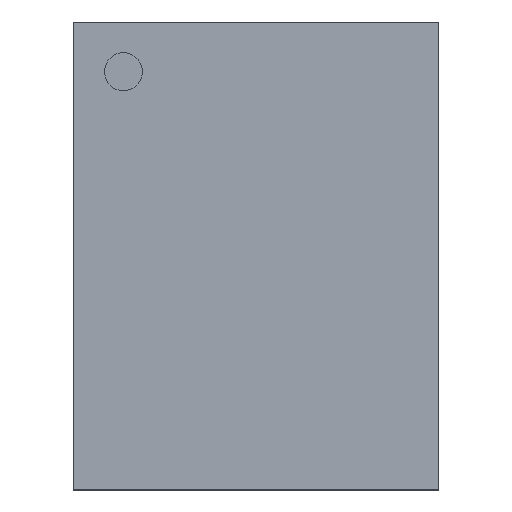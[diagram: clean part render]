
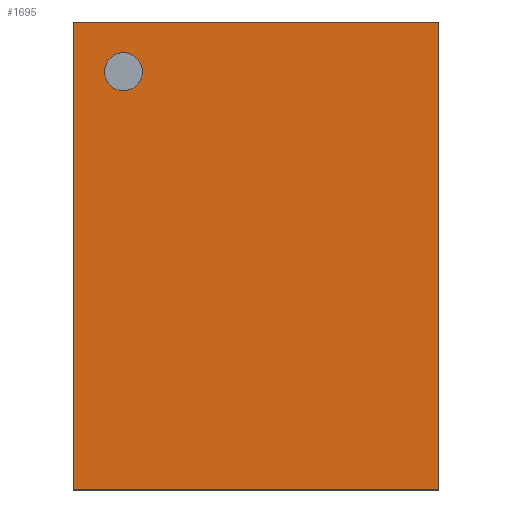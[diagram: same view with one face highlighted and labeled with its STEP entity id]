
A CAD part, top view. The second image highlights one B-rep face of the part: STEP entity #1695.
In plain terms, the highlighted planar face has unit normal (0, 0, 1).
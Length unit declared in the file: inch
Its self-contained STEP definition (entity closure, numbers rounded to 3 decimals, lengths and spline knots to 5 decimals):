
#319 = PLANE('',#320);
#320 = AXIS2_PLACEMENT_3D('',#321,#322,#323);
#321 = CARTESIAN_POINT('',(0.04921,-0.06299,
    0.));
#322 = DIRECTION('',(1.,0.,0.));
#323 = DIRECTION('',(0.,0.,1.));
#379 = PLANE('',#380);
#380 = AXIS2_PLACEMENT_3D('',#381,#382,#383);
#381 = CARTESIAN_POINT('',(-0.04921,-0.06299,
    0.));
#382 = DIRECTION('',(1.,0.,0.));
#383 = DIRECTION('',(0.,0.,1.));
#407 = PLANE('',#408);
#408 = AXIS2_PLACEMENT_3D('',#409,#410,#411);
#409 = CARTESIAN_POINT('',(-0.04921,-0.06299,
    0.));
#410 = DIRECTION('',(0.,1.,0.));
#411 = DIRECTION('',(0.,-0.,1.));
#589 = PLANE('',#590);
#590 = AXIS2_PLACEMENT_3D('',#591,#592,#593);
#591 = CARTESIAN_POINT('',(-0.04921,0.06299,
    0.));
#592 = DIRECTION('',(0.,1.,0.));
#593 = DIRECTION('',(0.,-0.,1.));
#845 = VERTEX_POINT('',#846);
#846 = CARTESIAN_POINT('',(0.04921,-0.06299,
    0.03543));
#898 = VERTEX_POINT('',#899);
#899 = CARTESIAN_POINT('',(0.04921,0.06299,
    0.03543));
#920 = EDGE_CURVE('',#845,#898,#921,.T.);
#921 = SURFACE_CURVE('',#922,(#926,#933),.PCURVE_S1.);
#922 = LINE('',#923,#924);
#923 = CARTESIAN_POINT('',(0.04921,-0.06299,
    0.03543));
#924 = VECTOR('',#925,0.03937);
#925 = DIRECTION('',(0.,1.,0.));
#926 = PCURVE('',#319,#927);
#927 = DEFINITIONAL_REPRESENTATION('',(#928),#932);
#928 = LINE('',#929,#930);
#929 = CARTESIAN_POINT('',(0.035,0.));
#930 = VECTOR('',#931,1.);
#931 = DIRECTION('',(0.,-1.));
#932 = ( GEOMETRIC_REPRESENTATION_CONTEXT(2) 
PARAMETRIC_REPRESENTATION_CONTEXT() REPRESENTATION_CONTEXT('2D SPACE',''
  ) );
#933 = PCURVE('',#934,#939);
#934 = PLANE('',#935);
#935 = AXIS2_PLACEMENT_3D('',#936,#937,#938);
#936 = CARTESIAN_POINT('',(-0.04921,-0.06299,
    0.03543));
#937 = DIRECTION('',(0.,0.,1.));
#938 = DIRECTION('',(1.,0.,-0.));
#939 = DEFINITIONAL_REPRESENTATION('',(#940),#944);
#940 = LINE('',#941,#942);
#941 = CARTESIAN_POINT('',(0.098,0.));
#942 = VECTOR('',#943,1.);
#943 = DIRECTION('',(0.,1.));
#944 = ( GEOMETRIC_REPRESENTATION_CONTEXT(2) 
PARAMETRIC_REPRESENTATION_CONTEXT() REPRESENTATION_CONTEXT('2D SPACE',''
  ) );
#950 = VERTEX_POINT('',#951);
#951 = CARTESIAN_POINT('',(-0.04921,-0.06299,
    0.03543));
#1028 = VERTEX_POINT('',#1029);
#1029 = CARTESIAN_POINT('',(-0.04921,0.06299,
    0.03543));
#1050 = EDGE_CURVE('',#950,#1028,#1051,.T.);
#1051 = SURFACE_CURVE('',#1052,(#1056,#1063),.PCURVE_S1.);
#1052 = LINE('',#1053,#1054);
#1053 = CARTESIAN_POINT('',(-0.04921,-0.06299,
    0.03543));
#1054 = VECTOR('',#1055,0.03937);
#1055 = DIRECTION('',(0.,1.,0.));
#1056 = PCURVE('',#379,#1057);
#1057 = DEFINITIONAL_REPRESENTATION('',(#1058),#1062);
#1058 = LINE('',#1059,#1060);
#1059 = CARTESIAN_POINT('',(0.035,0.));
#1060 = VECTOR('',#1061,1.);
#1061 = DIRECTION('',(0.,-1.));
#1062 = ( GEOMETRIC_REPRESENTATION_CONTEXT(2) 
PARAMETRIC_REPRESENTATION_CONTEXT() REPRESENTATION_CONTEXT('2D SPACE',''
  ) );
#1063 = PCURVE('',#934,#1064);
#1064 = DEFINITIONAL_REPRESENTATION('',(#1065),#1069);
#1065 = LINE('',#1066,#1067);
#1066 = CARTESIAN_POINT('',(0.,0.));
#1067 = VECTOR('',#1068,1.);
#1068 = DIRECTION('',(0.,1.));
#1069 = ( GEOMETRIC_REPRESENTATION_CONTEXT(2) 
PARAMETRIC_REPRESENTATION_CONTEXT() REPRESENTATION_CONTEXT('2D SPACE',''
  ) );
#1473 = EDGE_CURVE('',#1028,#898,#1474,.T.);
#1474 = SURFACE_CURVE('',#1475,(#1479,#1486),.PCURVE_S1.);
#1475 = LINE('',#1476,#1477);
#1476 = CARTESIAN_POINT('',(-0.04921,0.06299,
    0.03543));
#1477 = VECTOR('',#1478,0.03937);
#1478 = DIRECTION('',(1.,0.,0.));
#1479 = PCURVE('',#589,#1480);
#1480 = DEFINITIONAL_REPRESENTATION('',(#1481),#1485);
#1481 = LINE('',#1482,#1483);
#1482 = CARTESIAN_POINT('',(0.035,0.));
#1483 = VECTOR('',#1484,1.);
#1484 = DIRECTION('',(0.,1.));
#1485 = ( GEOMETRIC_REPRESENTATION_CONTEXT(2) 
PARAMETRIC_REPRESENTATION_CONTEXT() REPRESENTATION_CONTEXT('2D SPACE',''
  ) );
#1486 = PCURVE('',#934,#1487);
#1487 = DEFINITIONAL_REPRESENTATION('',(#1488),#1492);
#1488 = LINE('',#1489,#1490);
#1489 = CARTESIAN_POINT('',(0.,0.126));
#1490 = VECTOR('',#1491,1.);
#1491 = DIRECTION('',(1.,0.));
#1492 = ( GEOMETRIC_REPRESENTATION_CONTEXT(2) 
PARAMETRIC_REPRESENTATION_CONTEXT() REPRESENTATION_CONTEXT('2D SPACE',''
  ) );
#1674 = EDGE_CURVE('',#950,#845,#1675,.T.);
#1675 = SURFACE_CURVE('',#1676,(#1680,#1687),.PCURVE_S1.);
#1676 = LINE('',#1677,#1678);
#1677 = CARTESIAN_POINT('',(-0.04921,-0.06299,
    0.03543));
#1678 = VECTOR('',#1679,0.03937);
#1679 = DIRECTION('',(1.,0.,0.));
#1680 = PCURVE('',#407,#1681);
#1681 = DEFINITIONAL_REPRESENTATION('',(#1682),#1686);
#1682 = LINE('',#1683,#1684);
#1683 = CARTESIAN_POINT('',(0.035,0.));
#1684 = VECTOR('',#1685,1.);
#1685 = DIRECTION('',(0.,1.));
#1686 = ( GEOMETRIC_REPRESENTATION_CONTEXT(2) 
PARAMETRIC_REPRESENTATION_CONTEXT() REPRESENTATION_CONTEXT('2D SPACE',''
  ) );
#1687 = PCURVE('',#934,#1688);
#1688 = DEFINITIONAL_REPRESENTATION('',(#1689),#1693);
#1689 = LINE('',#1690,#1691);
#1690 = CARTESIAN_POINT('',(0.,0.));
#1691 = VECTOR('',#1692,1.);
#1692 = DIRECTION('',(1.,0.));
#1693 = ( GEOMETRIC_REPRESENTATION_CONTEXT(2) 
PARAMETRIC_REPRESENTATION_CONTEXT() REPRESENTATION_CONTEXT('2D SPACE',''
  ) );
#1695 = ADVANCED_FACE('',(#1696,#1702),#934,.T.);
#1696 = FACE_BOUND('',#1697,.T.);
#1697 = EDGE_LOOP('',(#1698,#1699,#1700,#1701));
#1698 = ORIENTED_EDGE('',*,*,#1050,.F.);
#1699 = ORIENTED_EDGE('',*,*,#1674,.T.);
#1700 = ORIENTED_EDGE('',*,*,#920,.T.);
#1701 = ORIENTED_EDGE('',*,*,#1473,.F.);
#1702 = FACE_BOUND('',#1703,.T.);
#1703 = EDGE_LOOP('',(#1704));
#1704 = ORIENTED_EDGE('',*,*,#1705,.F.);
#1705 = EDGE_CURVE('',#1706,#1706,#1708,.T.);
#1706 = VERTEX_POINT('',#1707);
#1707 = CARTESIAN_POINT('',(-0.03058,0.04962,
    0.03543));
#1708 = SURFACE_CURVE('',#1709,(#1714,#1721),.PCURVE_S1.);
#1709 = CIRCLE('',#1710,0.00512);
#1710 = AXIS2_PLACEMENT_3D('',#1711,#1712,#1713);
#1711 = CARTESIAN_POINT('',(-0.0357,0.04962,
    0.03543));
#1712 = DIRECTION('',(0.,0.,1.));
#1713 = DIRECTION('',(1.,0.,-0.));
#1714 = PCURVE('',#934,#1715);
#1715 = DEFINITIONAL_REPRESENTATION('',(#1716),#1720);
#1716 = CIRCLE('',#1717,0.00512);
#1717 = AXIS2_PLACEMENT_2D('',#1718,#1719);
#1718 = CARTESIAN_POINT('',(0.014,0.113));
#1719 = DIRECTION('',(1.,0.));
#1720 = ( GEOMETRIC_REPRESENTATION_CONTEXT(2) 
PARAMETRIC_REPRESENTATION_CONTEXT() REPRESENTATION_CONTEXT('2D SPACE',''
  ) );
#1721 = PCURVE('',#1722,#1727);
#1722 = CYLINDRICAL_SURFACE('',#1723,0.00512);
#1723 = AXIS2_PLACEMENT_3D('',#1724,#1725,#1726);
#1724 = CARTESIAN_POINT('',(-0.0357,0.04962,
    0.03543));
#1725 = DIRECTION('',(0.,0.,1.));
#1726 = DIRECTION('',(1.,0.,-0.));
#1727 = DEFINITIONAL_REPRESENTATION('',(#1728),#1732);
#1728 = LINE('',#1729,#1730);
#1729 = CARTESIAN_POINT('',(0.,0.));
#1730 = VECTOR('',#1731,1.);
#1731 = DIRECTION('',(1.,0.));
#1732 = ( GEOMETRIC_REPRESENTATION_CONTEXT(2) 
PARAMETRIC_REPRESENTATION_CONTEXT() REPRESENTATION_CONTEXT('2D SPACE',''
  ) );
